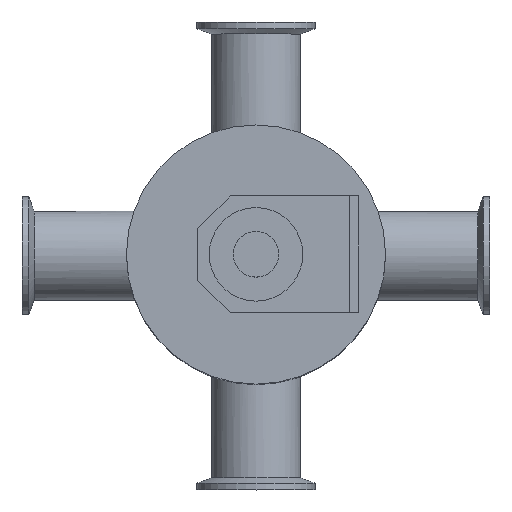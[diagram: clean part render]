
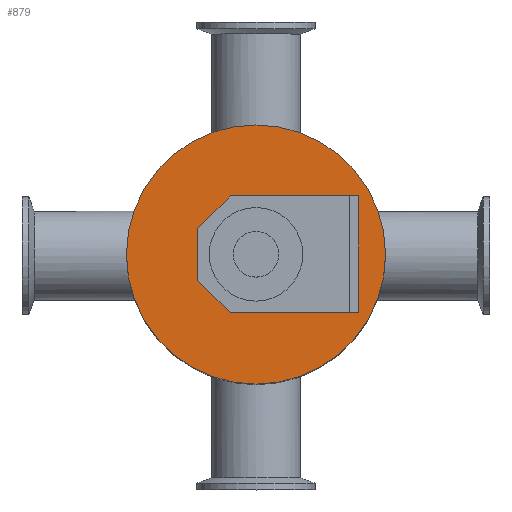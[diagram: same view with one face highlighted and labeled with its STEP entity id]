
A CAD part, top view. The second image highlights one B-rep face of the part: STEP entity #879.
In plain terms, the highlighted planar face has unit normal (0, 0, 1).
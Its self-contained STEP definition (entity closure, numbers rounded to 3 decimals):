
#218=FACE_OUTER_BOUND('',#288,.T.);
#288=EDGE_LOOP('',(#624));
#367=CIRCLE('',#1020,55.4);
#414=VERTEX_POINT('',#1421);
#495=EDGE_CURVE('',#414,#414,#367,.T.);
#624=ORIENTED_EDGE('',*,*,#495,.F.);
#846=PLANE('',#1019);
#879=ADVANCED_FACE('',(#218),#846,.T.);
#1019=AXIS2_PLACEMENT_3D('',#1420,#1157,#1158);
#1020=AXIS2_PLACEMENT_3D('',#1422,#1159,#1160);
#1157=DIRECTION('center_axis',(0.,0.,1.));
#1158=DIRECTION('ref_axis',(1.,0.,0.));
#1159=DIRECTION('center_axis',(0.,0.,-1.));
#1160=DIRECTION('ref_axis',(-1.,0.,0.));
#1420=CARTESIAN_POINT('Origin',(-27.7,0.,301.85));
#1421=CARTESIAN_POINT('',(55.4,0.,301.85));
#1422=CARTESIAN_POINT('Origin',(0.,0.,301.85));
